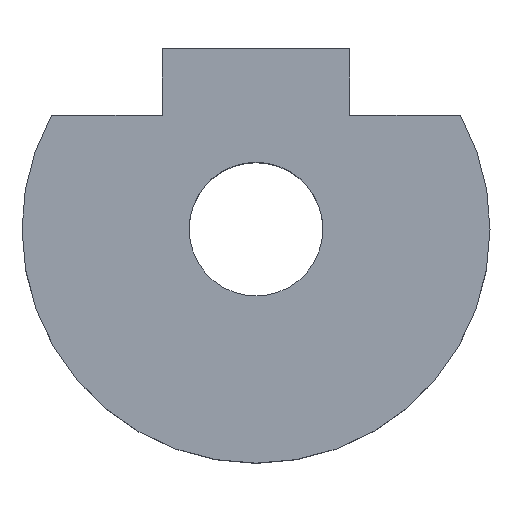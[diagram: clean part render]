
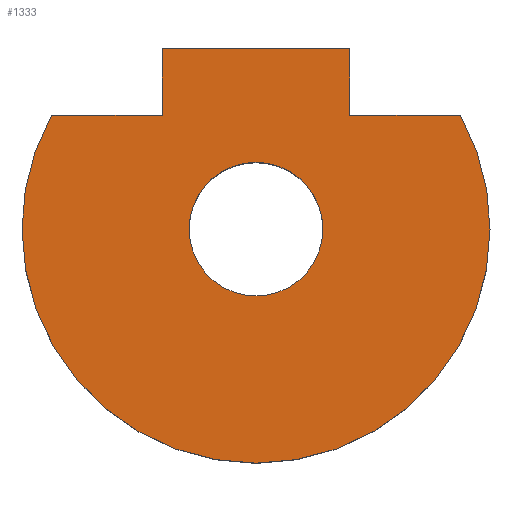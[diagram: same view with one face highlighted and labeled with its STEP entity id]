
A CAD part, top view. The second image highlights one B-rep face of the part: STEP entity #1333.
In plain terms, the highlighted planar face has unit normal (0, 0, 1).
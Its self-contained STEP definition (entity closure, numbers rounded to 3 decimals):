
#33 = CARTESIAN_POINT ( 'NONE',  ( -14., 0., 20. ) ) ;
#39 = DIRECTION ( 'NONE',  ( 0., 0., 1. ) ) ;
#132 = VERTEX_POINT ( 'NONE', #787 ) ;
#201 = ORIENTED_EDGE ( 'NONE', *, *, #2229, .T. ) ;
#268 = CARTESIAN_POINT ( 'NONE',  ( 0., 27., 20. ) ) ;
#271 = DIRECTION ( 'NONE',  ( 1., 0., 0. ) ) ;
#304 = CARTESIAN_POINT ( 'NONE',  ( 14., 27., 20. ) ) ;
#327 = VERTEX_POINT ( 'NONE', #304 ) ;
#346 = DIRECTION ( 'NONE',  ( 1., 0., 0. ) ) ;
#353 = LINE ( 'NONE', #643, #1637 ) ;
#384 = DIRECTION ( 'NONE',  ( 0., 0., 1. ) ) ;
#429 = EDGE_CURVE ( 'NONE', #132, #448, #1735, .T. ) ;
#448 = VERTEX_POINT ( 'NONE', #1498 ) ;
#450 = AXIS2_PLACEMENT_3D ( 'NONE', #2495, #2676, #3298 ) ;
#461 = DIRECTION ( 'NONE',  ( -1., 0., 0. ) ) ;
#498 = CARTESIAN_POINT ( 'NONE',  ( 14., 17., 20. ) ) ;
#535 = VERTEX_POINT ( 'NONE', #498 ) ;
#551 = VERTEX_POINT ( 'NONE', #2613 ) ;
#602 = EDGE_CURVE ( 'NONE', #132, #2509, #1136, .T. ) ;
#608 = AXIS2_PLACEMENT_3D ( 'NONE', #3108, #2597, #271 ) ;
#643 = CARTESIAN_POINT ( 'NONE',  ( 14., 0., 20. ) ) ;
#645 = DIRECTION ( 'NONE',  ( 0., 0., 1. ) ) ;
#647 = VECTOR ( 'NONE', #461, 1000. ) ;
#787 = CARTESIAN_POINT ( 'NONE',  ( -14., 17., 20. ) ) ;
#797 = VERTEX_POINT ( 'NONE', #2949 ) ;
#808 = CARTESIAN_POINT ( 'NONE',  ( -10., 0., 20. ) ) ;
#828 = DIRECTION ( 'NONE',  ( 1., 0., 0. ) ) ;
#937 = CARTESIAN_POINT ( 'NONE',  ( 0., 0., 20. ) ) ;
#1041 = CIRCLE ( 'NONE', #608, 10. ) ;
#1108 = CARTESIAN_POINT ( 'NONE',  ( -14., 27., 20. ) ) ;
#1109 = DIRECTION ( 'NONE',  ( 1., 0., 0. ) ) ;
#1136 = LINE ( 'NONE', #33, #1889 ) ;
#1185 = VECTOR ( 'NONE', #1230, 1000. ) ;
#1200 = EDGE_LOOP ( 'NONE', ( #3300, #2027, #3149, #1283, #1903, #2772, #201, #2344 ) ) ;
#1215 = CIRCLE ( 'NONE', #2511, 10. ) ;
#1230 = DIRECTION ( 'NONE',  ( -1., 0., 0. ) ) ;
#1283 = ORIENTED_EDGE ( 'NONE', *, *, #602, .F. ) ;
#1289 = LINE ( 'NONE', #268, #2865 ) ;
#1333 = ADVANCED_FACE ( 'NONE', ( #3282, #2167 ), #2479, .T. ) ;
#1417 = VERTEX_POINT ( 'NONE', #2856 ) ;
#1474 = CARTESIAN_POINT ( 'NONE',  ( 0., 17., 20. ) ) ;
#1498 = CARTESIAN_POINT ( 'NONE',  ( -30.594, 17., 20. ) ) ;
#1520 = EDGE_CURVE ( 'NONE', #551, #2588, #1041, .T. ) ;
#1531 = CIRCLE ( 'NONE', #1961, 35. ) ;
#1575 = ORIENTED_EDGE ( 'NONE', *, *, #1520, .F. ) ;
#1598 = DIRECTION ( 'NONE',  ( -1., 0., 0. ) ) ;
#1637 = VECTOR ( 'NONE', #2419, 1000. ) ;
#1650 = CIRCLE ( 'NONE', #2617, 35. ) ;
#1677 = CARTESIAN_POINT ( 'NONE',  ( 0., 0., 20. ) ) ;
#1735 = LINE ( 'NONE', #2771, #1185 ) ;
#1812 = EDGE_CURVE ( 'NONE', #327, #2509, #1289, .T. ) ;
#1854 = ORIENTED_EDGE ( 'NONE', *, *, #3103, .F. ) ;
#1889 = VECTOR ( 'NONE', #2885, 1000. ) ;
#1903 = ORIENTED_EDGE ( 'NONE', *, *, #429, .T. ) ;
#1961 = AXIS2_PLACEMENT_3D ( 'NONE', #1677, #39, #1109 ) ;
#1984 = EDGE_CURVE ( 'NONE', #535, #327, #353, .T. ) ;
#2006 = VERTEX_POINT ( 'NONE', #2380 ) ;
#2027 = ORIENTED_EDGE ( 'NONE', *, *, #1984, .T. ) ;
#2167 = FACE_BOUND ( 'NONE', #2724, .T. ) ;
#2229 = EDGE_CURVE ( 'NONE', #1417, #2006, #1531, .T. ) ;
#2271 = CIRCLE ( 'NONE', #2818, 35. ) ;
#2344 = ORIENTED_EDGE ( 'NONE', *, *, #3307, .T. ) ;
#2380 = CARTESIAN_POINT ( 'NONE',  ( 35., 0., 20. ) ) ;
#2407 = EDGE_CURVE ( 'NONE', #448, #1417, #2271, .T. ) ;
#2419 = DIRECTION ( 'NONE',  ( 0., 1., 0. ) ) ;
#2421 = EDGE_CURVE ( 'NONE', #797, #535, #3240, .T. ) ;
#2479 = PLANE ( 'NONE',  #450 ) ;
#2482 = CARTESIAN_POINT ( 'NONE',  ( 0., 0., 20. ) ) ;
#2495 = CARTESIAN_POINT ( 'NONE',  ( 0., 0., 20. ) ) ;
#2509 = VERTEX_POINT ( 'NONE', #1108 ) ;
#2511 = AXIS2_PLACEMENT_3D ( 'NONE', #2918, #645, #828 ) ;
#2588 = VERTEX_POINT ( 'NONE', #808 ) ;
#2597 = DIRECTION ( 'NONE',  ( 0., 0., 1. ) ) ;
#2613 = CARTESIAN_POINT ( 'NONE',  ( 10., 0., 20. ) ) ;
#2617 = AXIS2_PLACEMENT_3D ( 'NONE', #2482, #384, #346 ) ;
#2676 = DIRECTION ( 'NONE',  ( 0., 0., 1. ) ) ;
#2724 = EDGE_LOOP ( 'NONE', ( #1575, #1854 ) ) ;
#2771 = CARTESIAN_POINT ( 'NONE',  ( 0., 17., 20. ) ) ;
#2772 = ORIENTED_EDGE ( 'NONE', *, *, #2407, .T. ) ;
#2818 = AXIS2_PLACEMENT_3D ( 'NONE', #937, #3057, #3312 ) ;
#2856 = CARTESIAN_POINT ( 'NONE',  ( -35., 0., 20. ) ) ;
#2865 = VECTOR ( 'NONE', #1598, 1000. ) ;
#2885 = DIRECTION ( 'NONE',  ( 0., 1., 0. ) ) ;
#2918 = CARTESIAN_POINT ( 'NONE',  ( 0., 0., 20. ) ) ;
#2949 = CARTESIAN_POINT ( 'NONE',  ( 30.594, 17., 20. ) ) ;
#3057 = DIRECTION ( 'NONE',  ( 0., 0., 1. ) ) ;
#3103 = EDGE_CURVE ( 'NONE', #2588, #551, #1215, .T. ) ;
#3108 = CARTESIAN_POINT ( 'NONE',  ( 0., 0., 20. ) ) ;
#3149 = ORIENTED_EDGE ( 'NONE', *, *, #1812, .T. ) ;
#3240 = LINE ( 'NONE', #1474, #647 ) ;
#3282 = FACE_OUTER_BOUND ( 'NONE', #1200, .T. ) ;
#3298 = DIRECTION ( 'NONE',  ( 1., 0., 0. ) ) ;
#3300 = ORIENTED_EDGE ( 'NONE', *, *, #2421, .T. ) ;
#3307 = EDGE_CURVE ( 'NONE', #2006, #797, #1650, .T. ) ;
#3312 = DIRECTION ( 'NONE',  ( 1., 0., 0. ) ) ;
